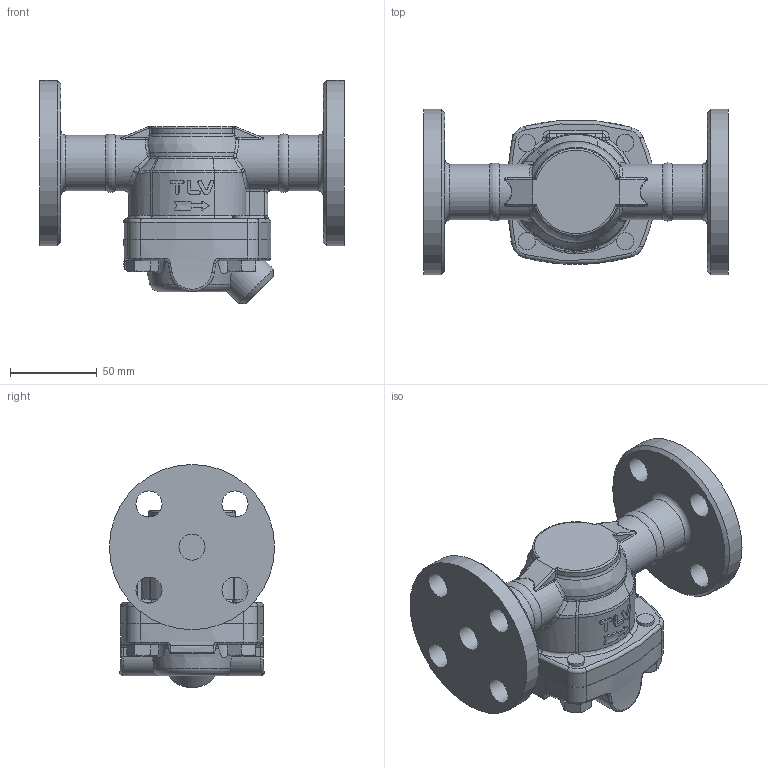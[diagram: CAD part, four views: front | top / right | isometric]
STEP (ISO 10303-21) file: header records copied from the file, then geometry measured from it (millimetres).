
FILE_DESCRIPTION(/* description */ (''),/* implementation_level */ '2;1');
FILE_NAME(/* name */ 'ss1vl-015-JIS10-00.stp',/* time_stamp */ '2025-05-30T09:51:32+09:00',/* author */ ('shibuya'),/* organization */ (''),/* preprocessor_version */ 'ST-DEVELOPER v20',/* originating_system */ 'Autodesk Inventor 2025',/* authorisation */ '');
FILE_SCHEMA (('AUTOMOTIVE_DESIGN { 1 0 10303 214 3 1 1 }'));
Length unit declared in the file: millimetre
Products named in the file (1): ss1vl-015-JIS10-00
Bounding box: 175 x 95 x 128.27 mm (x, y, z)
Volume: 600548.6 mm3; surface area: 90924.2 mm2
Topology: 1 solids, 1 shells, 416 faces, 1024 edges, 611 vertices
Faces by surface type: bspline 125, cylinder 113, plane 94, torus 45, cone 31, sphere 8
Full cylindrical faces by diameter (mm): 10 x8, 11 x4, 15 x10, 28 x1, 32 x4, 95 x2
Entity records: 20125 total; most frequent: CARTESIAN_POINT 11192, ORIENTED_EDGE 2020, DIRECTION 1609, EDGE_CURVE 1010, AXIS2_PLACEMENT_3D 678, VERTEX_POINT 610, EDGE_LOOP 454, FACE_OUTER_BOUND 416
